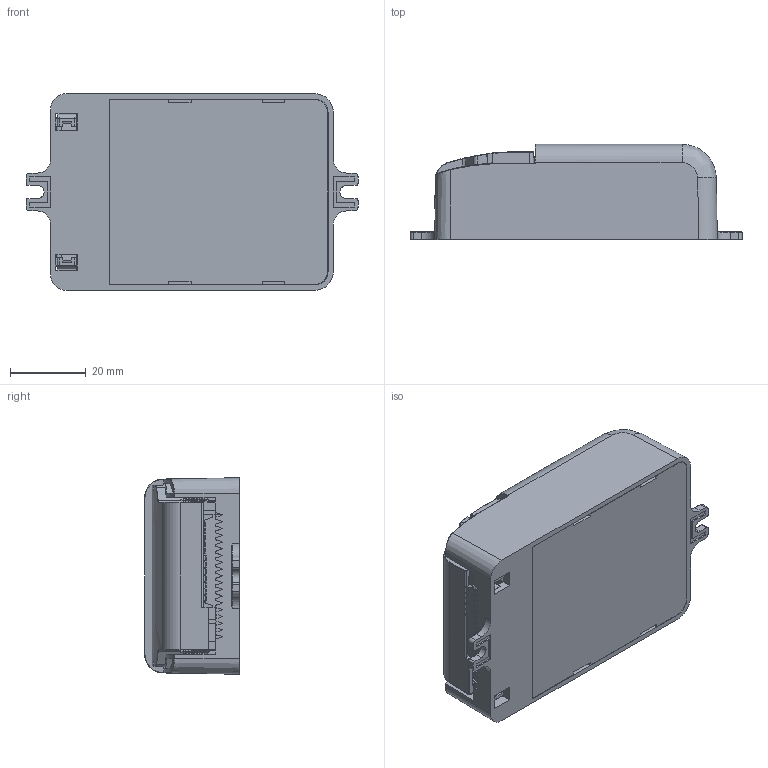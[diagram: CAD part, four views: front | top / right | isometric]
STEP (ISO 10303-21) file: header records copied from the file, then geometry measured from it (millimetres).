
FILE_DESCRIPTION((''),'2;1');
FILE_NAME('LLDC12W-V2_ASM','2023-03-20T16:55:44',('wsenga'),(''),'CREO PARAMETRIC BY PTC INC, 2019080','CREO PARAMETRIC BY PTC INC, 2019080','');
FILE_SCHEMA(('CONFIG_CONTROL_DESIGN'));
Length unit declared in the file: millimetre
Products named in the file (6): MAWLLDC12W-2A-V2; MAWLLDC12W-1A-V2; MAWLLDC12W-3A-V2; MAWLLDC12W-4A-V2; MAWLLDC12W_ASM_5_ASM-V2_ASM; LLDC12W-V2_ASM
Assembly tree (5 placements, depth 3):
  LLDC12W-V2_ASM
    MAWLLDC12W_ASM_5_ASM-V2_ASM
      MAWLLDC12W-2A-V2
      MAWLLDC12W-1A-V2
      MAWLLDC12W-3A-V2
      MAWLLDC12W-4A-V2
Bounding box: 87.5 x 25 x 51.8 mm (x, y, z)
Volume: 21879.2 mm3; surface area: 34218.5 mm2
Topology: 4 solids, 5 shells, 1023 faces, 2948 edges, 1935 vertices
Faces by surface type: plane 624, cylinder 300, torus 39, bspline 31, sphere 17, cone 8, extrusion 4
Entity records: 36359 total; most frequent: CARTESIAN_POINT 9959, ORIENTED_EDGE 5882, DIRECTION 4972, EDGE_CURVE 2941, VECTOR 2030, LINE 2026, VERTEX_POINT 1935, AXIS2_PLACEMENT_3D 1471
